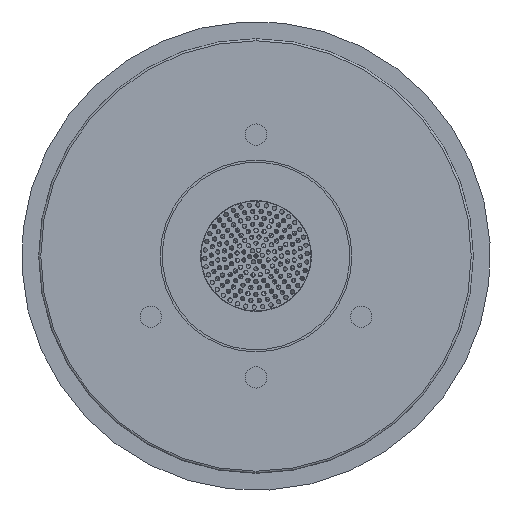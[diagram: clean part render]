
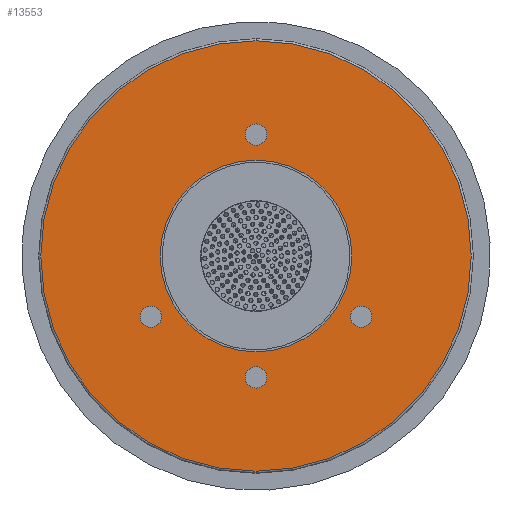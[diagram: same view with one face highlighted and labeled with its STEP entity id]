
A CAD part, front view. The second image highlights one B-rep face of the part: STEP entity #13553.
In plain terms, the highlighted planar face has unit normal (0, -1, 0).
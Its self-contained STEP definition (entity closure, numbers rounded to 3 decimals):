
#12 = EDGE_CURVE ( 'NONE', #87953, #69956, #96615, .T. ) ;
#724 = AXIS2_PLACEMENT_3D ( 'NONE', #35669, #15041, #120151 ) ;
#1403 = DIRECTION ( 'NONE',  ( 0., 0., -1. ) ) ;
#2519 = CARTESIAN_POINT ( 'NONE',  ( 0., 0., -31. ) ) ;
#3074 = CARTESIAN_POINT ( 'NONE',  ( 0., 0., -28.5 ) ) ;
#3684 = CARTESIAN_POINT ( 'NONE',  ( 0., 0., -26. ) ) ;
#3713 = ORIENTED_EDGE ( 'NONE', *, *, #30957, .F. ) ;
#5550 = DIRECTION ( 'NONE',  ( 0., 0., -1. ) ) ;
#7227 = ORIENTED_EDGE ( 'NONE', *, *, #91899, .F. ) ;
#9620 = AXIS2_PLACEMENT_3D ( 'NONE', #96324, #130546, #97665 ) ;
#9641 = CIRCLE ( 'NONE', #86521, 2.5 ) ;
#10590 = DIRECTION ( 'NONE',  ( 0., -1., 0. ) ) ;
#10616 = DIRECTION ( 'NONE',  ( 0., -1., 0. ) ) ;
#11017 = AXIS2_PLACEMENT_3D ( 'NONE', #15210, #99762, #5550 ) ;
#13095 = DIRECTION ( 'NONE',  ( 0., 0., -1. ) ) ;
#13553 = ADVANCED_FACE ( 'NONE', ( #115596, #61364, #31768, #50374, #103331, #82651 ), #71635, .T. ) ;
#14148 = DIRECTION ( 'NONE',  ( 0., -1., 0. ) ) ;
#15041 = DIRECTION ( 'NONE',  ( 0., -1., 0. ) ) ;
#15210 = CARTESIAN_POINT ( 'NONE',  ( 0., 0., 28.5 ) ) ;
#17098 = DIRECTION ( 'NONE',  ( 0., 0., -1. ) ) ;
#18020 = ORIENTED_EDGE ( 'NONE', *, *, #12, .F. ) ;
#19384 = VERTEX_POINT ( 'NONE', #37102 ) ;
#21386 = EDGE_CURVE ( 'NONE', #39134, #110886, #85009, .T. ) ;
#21608 = ORIENTED_EDGE ( 'NONE', *, *, #68129, .F. ) ;
#24186 = AXIS2_PLACEMENT_3D ( 'NONE', #93826, #10616, #52532 ) ;
#24484 = CARTESIAN_POINT ( 'NONE',  ( -24.682, 0., -14.25 ) ) ;
#25637 = ORIENTED_EDGE ( 'NONE', *, *, #115717, .F. ) ;
#27160 = CARTESIAN_POINT ( 'NONE',  ( 0., 0., 50.5 ) ) ;
#27396 = EDGE_LOOP ( 'NONE', ( #68087, #18020 ) ) ;
#30957 = EDGE_CURVE ( 'NONE', #49832, #19384, #55656, .T. ) ;
#31768 = FACE_BOUND ( 'NONE', #119297, .T. ) ;
#32031 = DIRECTION ( 'NONE',  ( 0., 0., 1. ) ) ;
#34320 = ORIENTED_EDGE ( 'NONE', *, *, #79285, .F. ) ;
#35669 = CARTESIAN_POINT ( 'NONE',  ( 0., 0., 0. ) ) ;
#36363 = CARTESIAN_POINT ( 'NONE',  ( 0., 0., 28.5 ) ) ;
#36967 = ORIENTED_EDGE ( 'NONE', *, *, #53111, .F. ) ;
#37102 = CARTESIAN_POINT ( 'NONE',  ( -24.682, 0., -16.75 ) ) ;
#37240 = DIRECTION ( 'NONE',  ( 0., 0., -1. ) ) ;
#39134 = VERTEX_POINT ( 'NONE', #101151 ) ;
#39166 = AXIS2_PLACEMENT_3D ( 'NONE', #104777, #10590, #95152 ) ;
#44697 = EDGE_CURVE ( 'NONE', #69956, #87953, #110911, .T. ) ;
#46006 = CARTESIAN_POINT ( 'NONE',  ( 0., 0., -50.5 ) ) ;
#47544 = AXIS2_PLACEMENT_3D ( 'NONE', #124531, #91631, #84024 ) ;
#49832 = VERTEX_POINT ( 'NONE', #92769 ) ;
#50374 = FACE_BOUND ( 'NONE', #134401, .T. ) ;
#51003 = CARTESIAN_POINT ( 'NONE',  ( 0., 0., 31. ) ) ;
#52532 = DIRECTION ( 'NONE',  ( 0., 0., -1. ) ) ;
#53111 = EDGE_CURVE ( 'NONE', #110886, #39134, #56726, .T. ) ;
#55656 = CIRCLE ( 'NONE', #9620, 2.5 ) ;
#56726 = CIRCLE ( 'NONE', #39166, 2.5 ) ;
#59615 = VERTEX_POINT ( 'NONE', #2519 ) ;
#59814 = CARTESIAN_POINT ( 'NONE',  ( 0., 0., 22.5 ) ) ;
#61068 = CARTESIAN_POINT ( 'NONE',  ( 0., 0., -22.5 ) ) ;
#61364 = FACE_BOUND ( 'NONE', #115714, .T. ) ;
#63522 = AXIS2_PLACEMENT_3D ( 'NONE', #105232, #97635, #1403 ) ;
#64360 = DIRECTION ( 'NONE',  ( 0., 0., -1. ) ) ;
#65920 = ORIENTED_EDGE ( 'NONE', *, *, #21386, .F. ) ;
#66018 = CARTESIAN_POINT ( 'NONE',  ( 0., 0., 0. ) ) ;
#67204 = CIRCLE ( 'NONE', #84783, 2.5 ) ;
#67452 = VERTEX_POINT ( 'NONE', #46006 ) ;
#68087 = ORIENTED_EDGE ( 'NONE', *, *, #44697, .F. ) ;
#68129 = EDGE_CURVE ( 'NONE', #72621, #59615, #9641, .T. ) ;
#68982 = EDGE_LOOP ( 'NONE', ( #25637, #21608 ) ) ;
#69583 = AXIS2_PLACEMENT_3D ( 'NONE', #89490, #131342, #37240 ) ;
#69956 = VERTEX_POINT ( 'NONE', #61068 ) ;
#70282 = CIRCLE ( 'NONE', #11017, 2.5 ) ;
#71635 = PLANE ( 'NONE',  #47544 ) ;
#72152 = AXIS2_PLACEMENT_3D ( 'NONE', #24484, #14148, #64360 ) ;
#72621 = VERTEX_POINT ( 'NONE', #3684 ) ;
#74934 = DIRECTION ( 'NONE',  ( 0., -1., 0. ) ) ;
#79285 = EDGE_CURVE ( 'NONE', #19384, #49832, #131411, .T. ) ;
#81174 = AXIS2_PLACEMENT_3D ( 'NONE', #36363, #111246, #17098 ) ;
#82651 = FACE_OUTER_BOUND ( 'NONE', #121270, .T. ) ;
#84024 = DIRECTION ( 'NONE',  ( 0., 0., -1. ) ) ;
#84783 = AXIS2_PLACEMENT_3D ( 'NONE', #117233, #116566, #32031 ) ;
#85009 = CIRCLE ( 'NONE', #69583, 2.5 ) ;
#86521 = AXIS2_PLACEMENT_3D ( 'NONE', #3074, #86935, #128816 ) ;
#86935 = DIRECTION ( 'NONE',  ( 0., -1., 0. ) ) ;
#87953 = VERTEX_POINT ( 'NONE', #59814 ) ;
#88296 = EDGE_CURVE ( 'NONE', #120840, #67452, #114810, .T. ) ;
#89490 = CARTESIAN_POINT ( 'NONE',  ( 24.682, 0., -14.25 ) ) ;
#91631 = DIRECTION ( 'NONE',  ( 0., -1., 0. ) ) ;
#91899 = EDGE_CURVE ( 'NONE', #106350, #134313, #107509, .T. ) ;
#92769 = CARTESIAN_POINT ( 'NONE',  ( -24.682, 0., -11.75 ) ) ;
#93826 = CARTESIAN_POINT ( 'NONE',  ( 0., 0., 0. ) ) ;
#95152 = DIRECTION ( 'NONE',  ( 0., 0., -1. ) ) ;
#95266 = EDGE_CURVE ( 'NONE', #134313, #106350, #70282, .T. ) ;
#96324 = CARTESIAN_POINT ( 'NONE',  ( -24.682, 0., -14.25 ) ) ;
#96615 = CIRCLE ( 'NONE', #24186, 22.5 ) ;
#97635 = DIRECTION ( 'NONE',  ( 0., -1., 0. ) ) ;
#97665 = DIRECTION ( 'NONE',  ( 0., 0., -1. ) ) ;
#99762 = DIRECTION ( 'NONE',  ( 0., -1., 0. ) ) ;
#101151 = CARTESIAN_POINT ( 'NONE',  ( 24.682, 0., -11.75 ) ) ;
#101304 = ORIENTED_EDGE ( 'NONE', *, *, #88296, .T. ) ;
#101744 = CARTESIAN_POINT ( 'NONE',  ( 0., 0., 26. ) ) ;
#102646 = ORIENTED_EDGE ( 'NONE', *, *, #95266, .F. ) ;
#103331 = FACE_BOUND ( 'NONE', #27396, .T. ) ;
#104335 = AXIS2_PLACEMENT_3D ( 'NONE', #66018, #74934, #13095 ) ;
#104777 = CARTESIAN_POINT ( 'NONE',  ( 24.682, 0., -14.25 ) ) ;
#105232 = CARTESIAN_POINT ( 'NONE',  ( 0., 0., 0. ) ) ;
#106350 = VERTEX_POINT ( 'NONE', #101744 ) ;
#107483 = CIRCLE ( 'NONE', #63522, 50.5 ) ;
#107509 = CIRCLE ( 'NONE', #81174, 2.5 ) ;
#110886 = VERTEX_POINT ( 'NONE', #125249 ) ;
#110911 = CIRCLE ( 'NONE', #104335, 22.5 ) ;
#111246 = DIRECTION ( 'NONE',  ( 0., -1., 0. ) ) ;
#114810 = CIRCLE ( 'NONE', #724, 50.5 ) ;
#115596 = FACE_BOUND ( 'NONE', #68982, .T. ) ;
#115714 = EDGE_LOOP ( 'NONE', ( #34320, #3713 ) ) ;
#115717 = EDGE_CURVE ( 'NONE', #59615, #72621, #67204, .T. ) ;
#116566 = DIRECTION ( 'NONE',  ( 0., -1., 0. ) ) ;
#117233 = CARTESIAN_POINT ( 'NONE',  ( 0., 0., -28.5 ) ) ;
#119297 = EDGE_LOOP ( 'NONE', ( #36967, #65920 ) ) ;
#120151 = DIRECTION ( 'NONE',  ( 0., 0., -1. ) ) ;
#120840 = VERTEX_POINT ( 'NONE', #27160 ) ;
#121270 = EDGE_LOOP ( 'NONE', ( #128738, #101304 ) ) ;
#124531 = CARTESIAN_POINT ( 'NONE',  ( 13., 0., 0. ) ) ;
#125249 = CARTESIAN_POINT ( 'NONE',  ( 24.682, 0., -16.75 ) ) ;
#128310 = EDGE_CURVE ( 'NONE', #67452, #120840, #107483, .T. ) ;
#128738 = ORIENTED_EDGE ( 'NONE', *, *, #128310, .T. ) ;
#128816 = DIRECTION ( 'NONE',  ( 0., 0., 1. ) ) ;
#130546 = DIRECTION ( 'NONE',  ( 0., -1., 0. ) ) ;
#131342 = DIRECTION ( 'NONE',  ( 0., -1., 0. ) ) ;
#131411 = CIRCLE ( 'NONE', #72152, 2.5 ) ;
#134313 = VERTEX_POINT ( 'NONE', #51003 ) ;
#134401 = EDGE_LOOP ( 'NONE', ( #7227, #102646 ) ) ;
